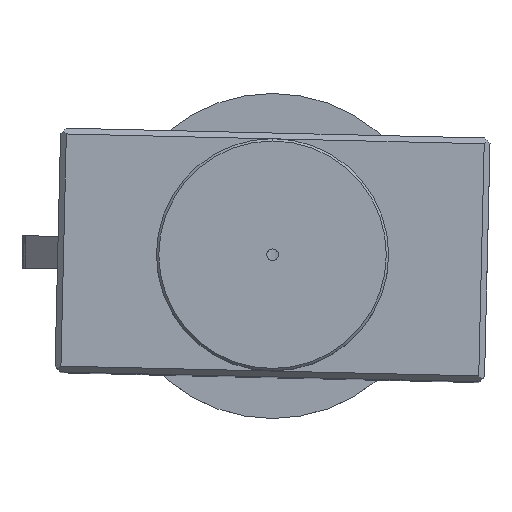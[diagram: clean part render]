
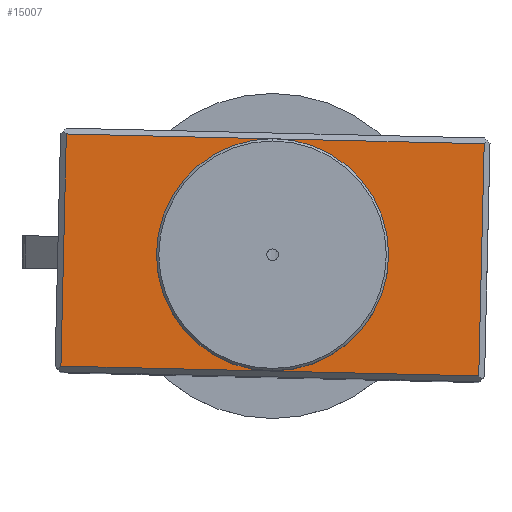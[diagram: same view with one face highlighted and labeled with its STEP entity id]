
A CAD part, top view. The second image highlights one B-rep face of the part: STEP entity #15007.
In plain terms, the highlighted face is planar.
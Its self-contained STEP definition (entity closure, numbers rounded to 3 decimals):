
#426 = EDGE_LOOP ( 'NONE', ( #1826, #8622, #6713, #3244 ) ) ;
#569 = PLANE ( 'NONE',  #15185 ) ;
#653 = CARTESIAN_POINT ( 'NONE',  ( -14.471, 0., -9.421 ) ) ;
#784 = DIRECTION ( 'NONE',  ( -1., 0., 0. ) ) ;
#1585 = CARTESIAN_POINT ( 'NONE',  ( -14.471, 0., 0. ) ) ;
#1633 = VERTEX_POINT ( 'NONE', #2280 ) ;
#1826 = ORIENTED_EDGE ( 'NONE', *, *, #14591, .T. ) ;
#2037 = VECTOR ( 'NONE', #3463, 1000. ) ;
#2242 = DIRECTION ( 'NONE',  ( 0., 0., -1. ) ) ;
#2280 = CARTESIAN_POINT ( 'NONE',  ( -14.471, 0., -29.421 ) ) ;
#2760 = CIRCLE ( 'NONE', #12634, 6.425 ) ;
#3244 = ORIENTED_EDGE ( 'NONE', *, *, #4162, .T. ) ;
#3263 = CIRCLE ( 'NONE', #4103, 6.425 ) ;
#3463 = DIRECTION ( 'NONE',  ( 0., 0., 1. ) ) ;
#3546 = VECTOR ( 'NONE', #12271, 1000. ) ;
#3668 = VERTEX_POINT ( 'NONE', #10544 ) ;
#3968 = ORIENTED_EDGE ( 'NONE', *, *, #7508, .F. ) ;
#4103 = AXIS2_PLACEMENT_3D ( 'NONE', #17023, #5068, #14642 ) ;
#4162 = EDGE_CURVE ( 'NONE', #17017, #1633, #8556, .T. ) ;
#4454 = EDGE_LOOP ( 'NONE', ( #7920, #3968 ) ) ;
#4531 = CARTESIAN_POINT ( 'NONE',  ( 21.529, 0., -9.421 ) ) ;
#4864 = CARTESIAN_POINT ( 'NONE',  ( -14.971, 0., -9.421 ) ) ;
#5068 = DIRECTION ( 'NONE',  ( 0., -1., 0. ) ) ;
#5906 = DIRECTION ( 'NONE',  ( 1., 0., 0. ) ) ;
#5914 = VERTEX_POINT ( 'NONE', #12946 ) ;
#6213 = DIRECTION ( 'NONE',  ( 0., -1., 0. ) ) ;
#6599 = CARTESIAN_POINT ( 'NONE',  ( 3.529, 0., -25.846 ) ) ;
#6713 = ORIENTED_EDGE ( 'NONE', *, *, #10330, .T. ) ;
#6825 = VERTEX_POINT ( 'NONE', #17315 ) ;
#7022 = EDGE_CURVE ( 'NONE', #16655, #6825, #2760, .T. ) ;
#7148 = LINE ( 'NONE', #4531, #2037 ) ;
#7223 = CARTESIAN_POINT ( 'NONE',  ( 0., 0., -29.421 ) ) ;
#7508 = EDGE_CURVE ( 'NONE', #6825, #16655, #3263, .T. ) ;
#7920 = ORIENTED_EDGE ( 'NONE', *, *, #7022, .F. ) ;
#8556 = LINE ( 'NONE', #1585, #3546 ) ;
#8622 = ORIENTED_EDGE ( 'NONE', *, *, #14118, .T. ) ;
#8961 = FACE_BOUND ( 'NONE', #4454, .T. ) ;
#9610 = DIRECTION ( 'NONE',  ( 0., -1., 0. ) ) ;
#10159 = LINE ( 'NONE', #7223, #11623 ) ;
#10330 = EDGE_CURVE ( 'NONE', #5914, #17017, #14602, .T. ) ;
#10544 = CARTESIAN_POINT ( 'NONE',  ( 21.529, 0., -29.421 ) ) ;
#11623 = VECTOR ( 'NONE', #5906, 1000. ) ;
#11932 = VECTOR ( 'NONE', #784, 1000. ) ;
#12271 = DIRECTION ( 'NONE',  ( 0., 0., -1. ) ) ;
#12634 = AXIS2_PLACEMENT_3D ( 'NONE', #13547, #9610, #16101 ) ;
#12739 = FACE_OUTER_BOUND ( 'NONE', #426, .T. ) ;
#12829 = CARTESIAN_POINT ( 'NONE',  ( 0., 0., 0. ) ) ;
#12946 = CARTESIAN_POINT ( 'NONE',  ( 21.529, 0., -9.421 ) ) ;
#13547 = CARTESIAN_POINT ( 'NONE',  ( 3.529, 0., -19.421 ) ) ;
#14118 = EDGE_CURVE ( 'NONE', #3668, #5914, #7148, .T. ) ;
#14591 = EDGE_CURVE ( 'NONE', #1633, #3668, #10159, .T. ) ;
#14602 = LINE ( 'NONE', #4864, #11932 ) ;
#14642 = DIRECTION ( 'NONE',  ( 0., 0., -1. ) ) ;
#15007 = ADVANCED_FACE ( 'NONE', ( #8961, #12739 ), #569, .T. ) ;
#15185 = AXIS2_PLACEMENT_3D ( 'NONE', #12829, #6213, #2242 ) ;
#16101 = DIRECTION ( 'NONE',  ( 0., 0., -1. ) ) ;
#16655 = VERTEX_POINT ( 'NONE', #6599 ) ;
#17017 = VERTEX_POINT ( 'NONE', #653 ) ;
#17023 = CARTESIAN_POINT ( 'NONE',  ( 3.529, 0., -19.421 ) ) ;
#17315 = CARTESIAN_POINT ( 'NONE',  ( 3.529, 0., -12.996 ) ) ;
